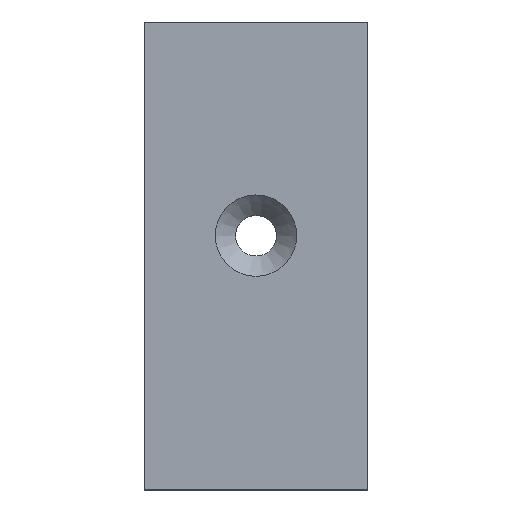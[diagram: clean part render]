
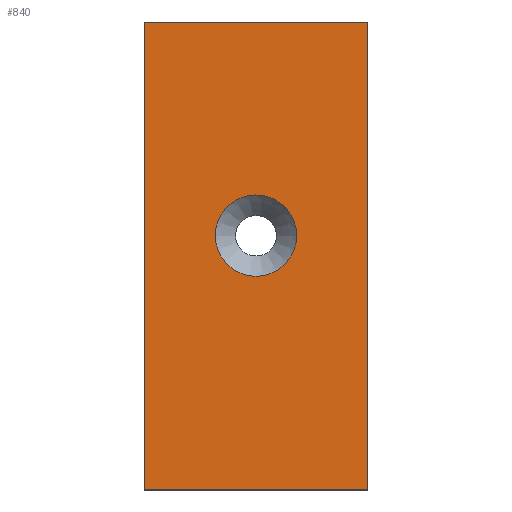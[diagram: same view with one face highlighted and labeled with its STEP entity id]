
A CAD part, top view. The second image highlights one B-rep face of the part: STEP entity #840.
In plain terms, the highlighted planar face has unit normal (0, 0, 1).
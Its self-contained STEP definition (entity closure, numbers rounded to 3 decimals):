
#17=FACE_BOUND('',#159,.T.);
#35=PLANE('',#947);
#110=FACE_OUTER_BOUND('',#158,.T.);
#158=EDGE_LOOP('',(#731,#732,#733,#734));
#159=EDGE_LOOP('',(#735));
#230=LINE('',#1507,#303);
#231=LINE('',#1509,#304);
#232=LINE('',#1511,#305);
#233=LINE('',#1512,#306);
#303=VECTOR('',#1167,1000.);
#304=VECTOR('',#1168,1000.);
#305=VECTOR('',#1169,1000.);
#306=VECTOR('',#1170,1000.);
#318=CIRCLE('',#875,3.);
#357=VERTEX_POINT('',#1206);
#432=VERTEX_POINT('',#1505);
#433=VERTEX_POINT('',#1506);
#434=VERTEX_POINT('',#1508);
#435=VERTEX_POINT('',#1510);
#438=EDGE_CURVE('',#357,#357,#318,.T.);
#544=EDGE_CURVE('',#432,#433,#230,.T.);
#545=EDGE_CURVE('',#434,#432,#231,.T.);
#546=EDGE_CURVE('',#434,#435,#232,.T.);
#547=EDGE_CURVE('',#433,#435,#233,.T.);
#731=ORIENTED_EDGE('',*,*,#544,.F.);
#732=ORIENTED_EDGE('',*,*,#545,.F.);
#733=ORIENTED_EDGE('',*,*,#546,.T.);
#734=ORIENTED_EDGE('',*,*,#547,.F.);
#735=ORIENTED_EDGE('',*,*,#438,.T.);
#840=ADVANCED_FACE('',(#110,#17),#35,.T.);
#875=AXIS2_PLACEMENT_3D('',#1207,#963,#964);
#947=AXIS2_PLACEMENT_3D('',#1504,#1165,#1166);
#963=DIRECTION('center_axis',(0.,0.,-1.));
#964=DIRECTION('ref_axis',(1.,0.,0.));
#1165=DIRECTION('center_axis',(0.,0.,1.));
#1166=DIRECTION('ref_axis',(1.,0.,0.));
#1167=DIRECTION('',(0.,1.,0.));
#1168=DIRECTION('',(-1.,0.,0.));
#1169=DIRECTION('',(0.,1.,0.));
#1170=DIRECTION('',(1.,0.,0.));
#1206=CARTESIAN_POINT('',(-3.,2.25,0.));
#1207=CARTESIAN_POINT('Origin',(0.,2.25,0.));
#1504=CARTESIAN_POINT('Origin',(-8.25,0.,0.));
#1505=CARTESIAN_POINT('',(-8.25,-16.5,0.));
#1506=CARTESIAN_POINT('',(-8.25,18.,0.));
#1507=CARTESIAN_POINT('',(-8.25,0.,0.));
#1508=CARTESIAN_POINT('',(8.25,-16.5,0.));
#1509=CARTESIAN_POINT('',(-8.25,-16.5,0.));
#1510=CARTESIAN_POINT('',(8.25,18.,0.));
#1511=CARTESIAN_POINT('',(8.25,0.,0.));
#1512=CARTESIAN_POINT('',(-8.25,18.,0.));
